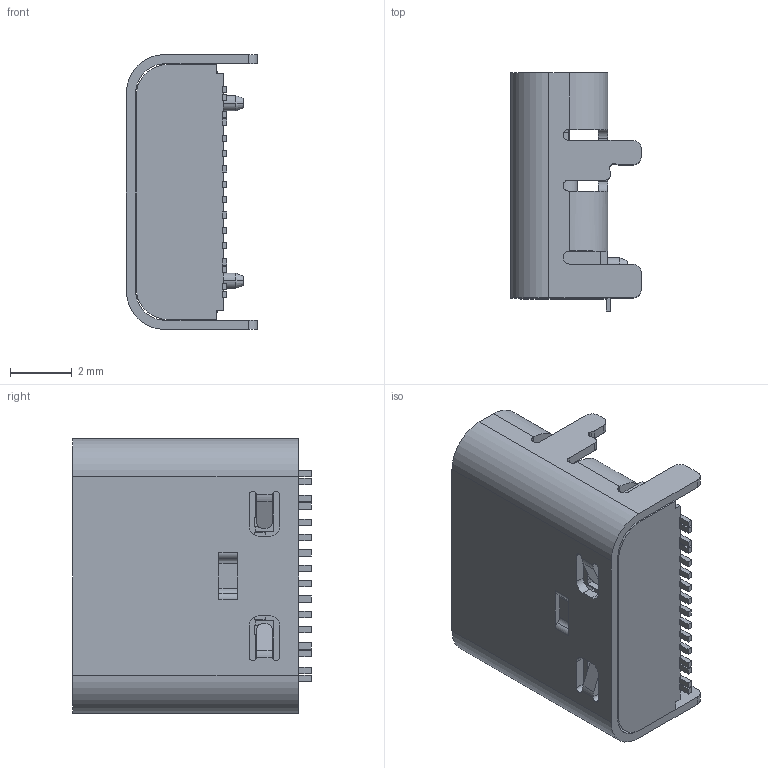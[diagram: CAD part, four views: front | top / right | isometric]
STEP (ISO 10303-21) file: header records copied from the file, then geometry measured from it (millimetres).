
FILE_DESCRIPTION (( 'STEP AP214' ), '1' );
FILE_NAME ('TYPE-C-31-M-12.step', '2025-06-26T04:23:06', ( '' ), ( '' ), 'SwSTEP 2.0', 'SolidWorks 2025', '' );
FILE_SCHEMA (( 'AUTOMOTIVE_DESIGN' ));
Length unit declared in the file: millimetre
Products named in the file (1): TYPE-C-31-M-12
Bounding box: 4.26 x 7.75 x 8.94 mm (x, y, z)
Volume: 113 mm3; surface area: 513.8 mm2
Topology: 1 solids, 1 shells, 564 faces, 1596 edges, 1044 vertices
Faces by surface type: plane 380, cylinder 176, cone 4, torus 4
Entity records: 24485 total; most frequent: CARTESIAN_POINT 3261, ORIENTED_EDGE 3192, DIRECTION 3080, EDGE_CURVE 1596, LINE 1210, VECTOR 1210, VERTEX_POINT 1044, AXIS2_PLACEMENT_3D 935
